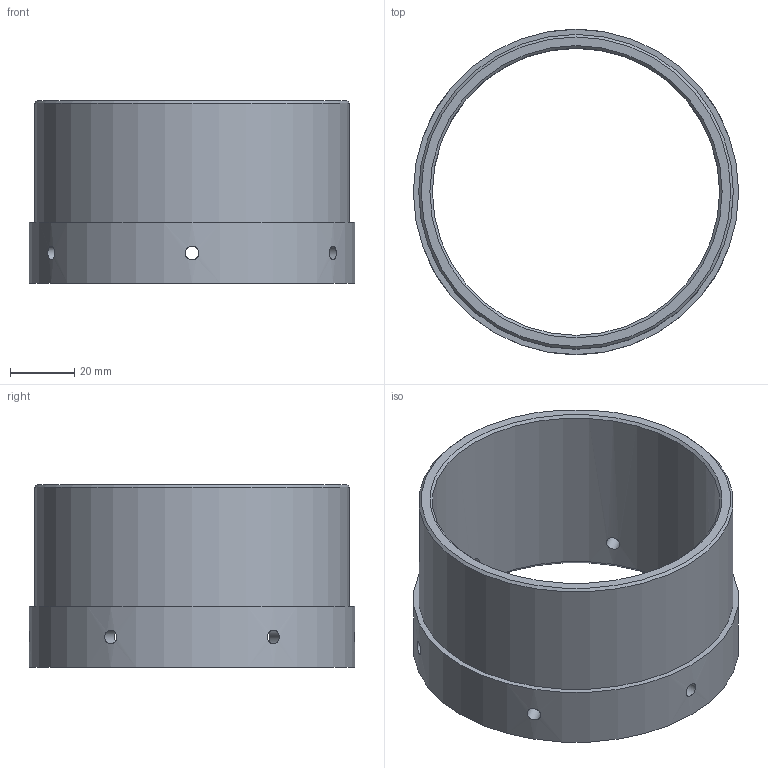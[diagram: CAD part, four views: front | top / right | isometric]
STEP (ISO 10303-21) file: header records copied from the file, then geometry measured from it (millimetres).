
FILE_DESCRIPTION( ( '' ), ' ' );
FILE_NAME( '5ed71da697a57c1277bcebe5.step', '2020-06-03T03:48:54', ( '' ), ( '' ), ' ', ' ', ' ' );
FILE_SCHEMA( ( 'AUTOMOTIVE_DESIGN { 1 0 10303 214 1 1 1 1 }' ) );
Length unit declared in the file: metre
Products named in the file (1): bulkhead_female
Bounding box: 101.6 x 101.6 x 57.15 mm (x, y, z)
Volume: 81221.2 mm3; surface area: 37298.1 mm2
Topology: 1 solids, 1 shells, 15 faces, 33 edges, 21 vertices
Faces by surface type: cylinder 9, cone 3, plane 3
Full cylindrical faces by diameter (mm): 4.318 x6, 89.694 x1, 98.266 x1, 101.6 x1
Entity records: 1176 total; most frequent: CARTESIAN_POINT 742, DIRECTION 50, EDGE_LOOP 42, ORIENTED_EDGE 42, AXIS2_PLACEMENT_3D 25, FACE_OUTER_BOUND 24, EDGE_CURVE 21, VERTEX_POINT 21
